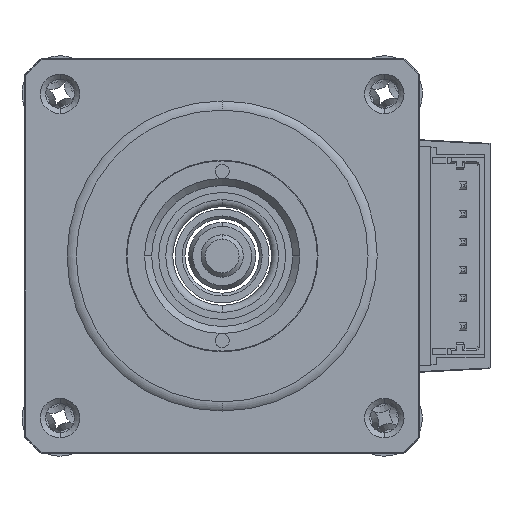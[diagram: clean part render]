
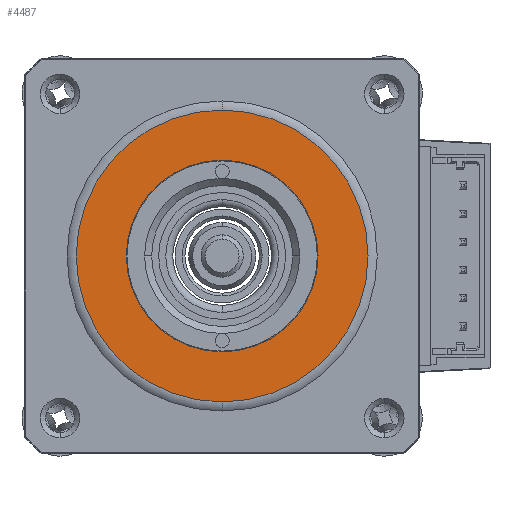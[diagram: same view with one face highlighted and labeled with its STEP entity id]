
A CAD part, left-side view. The second image highlights one B-rep face of the part: STEP entity #4487.
In plain terms, the highlighted planar face has unit normal (-1, 0, 0).
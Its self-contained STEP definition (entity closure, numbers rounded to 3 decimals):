
#232 = CARTESIAN_POINT ( 'NONE',  ( -17.25, 0., 10.35 ) ) ;
#517 = DIRECTION ( 'NONE',  ( 1., 0., 0. ) ) ;
#701 = EDGE_LOOP ( 'NONE', ( #10883, #11824 ) ) ;
#1180 = DIRECTION ( 'NONE',  ( 1., 0., 0. ) ) ;
#1354 = CARTESIAN_POINT ( 'NONE',  ( -17.25, 0., 0. ) ) ;
#1453 = VERTEX_POINT ( 'NONE', #4026 ) ;
#2297 = CIRCLE ( 'NONE', #3622, 10.35 ) ;
#2303 = DIRECTION ( 'NONE',  ( 0., 0., -1. ) ) ;
#2683 = AXIS2_PLACEMENT_3D ( 'NONE', #5405, #11715, #6322 ) ;
#3273 = CARTESIAN_POINT ( 'NONE',  ( -17.25, 0., 0. ) ) ;
#3622 = AXIS2_PLACEMENT_3D ( 'NONE', #3273, #9707, #4227 ) ;
#3731 = EDGE_CURVE ( 'NONE', #6053, #10442, #8764, .T. ) ;
#4026 = CARTESIAN_POINT ( 'NONE',  ( -17.25, 0., -10.35 ) ) ;
#4227 = DIRECTION ( 'NONE',  ( 0., 0., -1. ) ) ;
#4487 = ADVANCED_FACE ( 'NONE', ( #10373, #10097 ), #11256, .F. ) ;
#5217 = CARTESIAN_POINT ( 'NONE',  ( -17.25, 0., -6.75 ) ) ;
#5405 = CARTESIAN_POINT ( 'NONE',  ( -17.25, 0., 0. ) ) ;
#6053 = VERTEX_POINT ( 'NONE', #9885 ) ;
#6111 = CARTESIAN_POINT ( 'NONE',  ( -17.25, 0., 0. ) ) ;
#6322 = DIRECTION ( 'NONE',  ( 0., 0., -1. ) ) ;
#6722 = CARTESIAN_POINT ( 'NONE',  ( -17.25, -0.053, 0. ) ) ;
#6997 = DIRECTION ( 'NONE',  ( 0., 0., -1. ) ) ;
#7187 = AXIS2_PLACEMENT_3D ( 'NONE', #6111, #517, #6997 ) ;
#7355 = EDGE_CURVE ( 'NONE', #10442, #6053, #8448, .T. ) ;
#7378 = ORIENTED_EDGE ( 'NONE', *, *, #11078, .T. ) ;
#7666 = DIRECTION ( 'NONE',  ( 0., 0., -1. ) ) ;
#7827 = DIRECTION ( 'NONE',  ( -1., 0., 0. ) ) ;
#8448 = CIRCLE ( 'NONE', #7187, 6.75 ) ;
#8661 = EDGE_LOOP ( 'NONE', ( #7378, #11261 ) ) ;
#8739 = VERTEX_POINT ( 'NONE', #232 ) ;
#8764 = CIRCLE ( 'NONE', #2683, 6.75 ) ;
#9707 = DIRECTION ( 'NONE',  ( -1., 0., 0. ) ) ;
#9885 = CARTESIAN_POINT ( 'NONE',  ( -17.25, 0., 6.75 ) ) ;
#10097 = FACE_OUTER_BOUND ( 'NONE', #8661, .T. ) ;
#10350 = EDGE_CURVE ( 'NONE', #8739, #1453, #11895, .T. ) ;
#10373 = FACE_BOUND ( 'NONE', #701, .T. ) ;
#10442 = VERTEX_POINT ( 'NONE', #5217 ) ;
#10596 = AXIS2_PLACEMENT_3D ( 'NONE', #6722, #1180, #7666 ) ;
#10883 = ORIENTED_EDGE ( 'NONE', *, *, #7355, .T. ) ;
#11078 = EDGE_CURVE ( 'NONE', #1453, #8739, #2297, .T. ) ;
#11226 = AXIS2_PLACEMENT_3D ( 'NONE', #1354, #7827, #2303 ) ;
#11256 = PLANE ( 'NONE',  #10596 ) ;
#11261 = ORIENTED_EDGE ( 'NONE', *, *, #10350, .T. ) ;
#11715 = DIRECTION ( 'NONE',  ( 1., 0., 0. ) ) ;
#11824 = ORIENTED_EDGE ( 'NONE', *, *, #3731, .T. ) ;
#11895 = CIRCLE ( 'NONE', #11226, 10.35 ) ;
